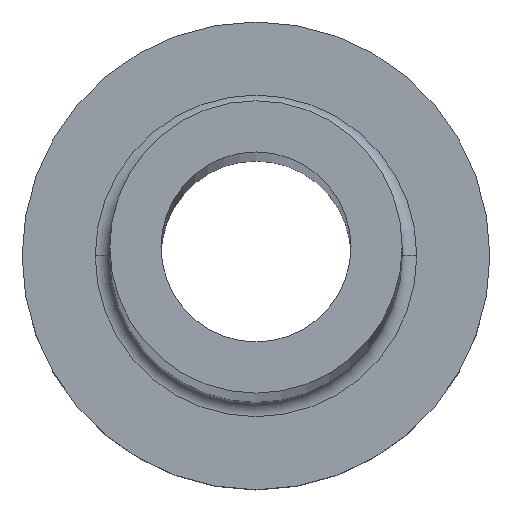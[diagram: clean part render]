
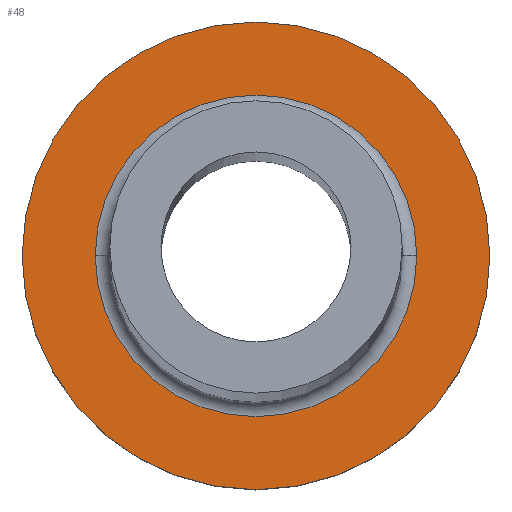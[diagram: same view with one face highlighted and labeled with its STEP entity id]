
A CAD part, top view. The second image highlights one B-rep face of the part: STEP entity #48.
In plain terms, the highlighted planar face has unit normal (0, 0, 1).
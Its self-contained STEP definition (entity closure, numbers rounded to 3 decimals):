
#24 = CARTESIAN_POINT ( 'NONE',  ( 0., 0., 5. ) ) ;
#46 = AXIS2_PLACEMENT_3D ( 'NONE', #378, #86, #116 ) ;
#48 = ADVANCED_FACE ( 'NONE', ( #67, #268 ), #178, .T. ) ;
#53 = ORIENTED_EDGE ( 'NONE', *, *, #380, .T. ) ;
#59 = ORIENTED_EDGE ( 'NONE', *, *, #349, .T. ) ;
#67 = FACE_BOUND ( 'NONE', #343, .T. ) ;
#75 = CARTESIAN_POINT ( 'NONE',  ( 0., 0., 5. ) ) ;
#78 = CARTESIAN_POINT ( 'NONE',  ( 5.5, 0., 5. ) ) ;
#86 = DIRECTION ( 'NONE',  ( 0., 0., -1. ) ) ;
#87 = VERTEX_POINT ( 'NONE', #273 ) ;
#88 = DIRECTION ( 'NONE',  ( 1., 0., 0. ) ) ;
#101 = CIRCLE ( 'NONE', #333, 8. ) ;
#107 = DIRECTION ( 'NONE',  ( 0., 0., 1. ) ) ;
#116 = DIRECTION ( 'NONE',  ( 1., 0., 0. ) ) ;
#123 = CARTESIAN_POINT ( 'NONE',  ( 0., 0., 5. ) ) ;
#135 = AXIS2_PLACEMENT_3D ( 'NONE', #123, #360, #297 ) ;
#144 = CARTESIAN_POINT ( 'NONE',  ( -8., 0., 5. ) ) ;
#173 = AXIS2_PLACEMENT_3D ( 'NONE', #347, #220, #88 ) ;
#178 = PLANE ( 'NONE',  #135 ) ;
#197 = ORIENTED_EDGE ( 'NONE', *, *, #200, .T. ) ;
#200 = EDGE_CURVE ( 'NONE', #308, #87, #101, .T. ) ;
#208 = CIRCLE ( 'NONE', #173, 5.5 ) ;
#220 = DIRECTION ( 'NONE',  ( 0., 0., -1. ) ) ;
#221 = AXIS2_PLACEMENT_3D ( 'NONE', #75, #107, #335 ) ;
#237 = ORIENTED_EDGE ( 'NONE', *, *, #259, .T. ) ;
#243 = VERTEX_POINT ( 'NONE', #78 ) ;
#253 = DIRECTION ( 'NONE',  ( 1., 0., 0. ) ) ;
#259 = EDGE_CURVE ( 'NONE', #87, #308, #359, .T. ) ;
#268 = FACE_OUTER_BOUND ( 'NONE', #314, .T. ) ;
#273 = CARTESIAN_POINT ( 'NONE',  ( 8., 0., 5. ) ) ;
#289 = CARTESIAN_POINT ( 'NONE',  ( -5.5, 0., 5. ) ) ;
#297 = DIRECTION ( 'NONE',  ( 1., 0., 0. ) ) ;
#308 = VERTEX_POINT ( 'NONE', #144 ) ;
#310 = VERTEX_POINT ( 'NONE', #289 ) ;
#314 = EDGE_LOOP ( 'NONE', ( #197, #237 ) ) ;
#333 = AXIS2_PLACEMENT_3D ( 'NONE', #24, #367, #253 ) ;
#335 = DIRECTION ( 'NONE',  ( 1., 0., 0. ) ) ;
#338 = CIRCLE ( 'NONE', #46, 5.5 ) ;
#343 = EDGE_LOOP ( 'NONE', ( #53, #59 ) ) ;
#347 = CARTESIAN_POINT ( 'NONE',  ( 0., 0., 5. ) ) ;
#349 = EDGE_CURVE ( 'NONE', #310, #243, #338, .T. ) ;
#359 = CIRCLE ( 'NONE', #221, 8. ) ;
#360 = DIRECTION ( 'NONE',  ( 0., 0., 1. ) ) ;
#367 = DIRECTION ( 'NONE',  ( 0., 0., 1. ) ) ;
#378 = CARTESIAN_POINT ( 'NONE',  ( 0., 0., 5. ) ) ;
#380 = EDGE_CURVE ( 'NONE', #243, #310, #208, .T. ) ;
